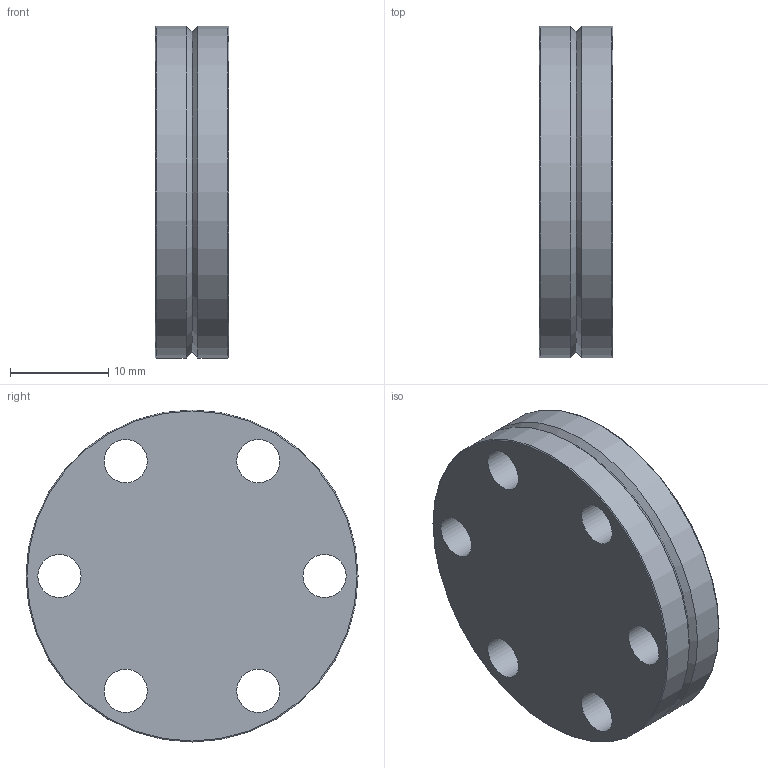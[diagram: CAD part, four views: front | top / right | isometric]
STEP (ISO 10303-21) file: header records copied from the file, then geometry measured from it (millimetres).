
FILE_DESCRIPTION (( 'STEP AP214' ), '1' );
FILE_NAME ('BP1CF16FULLVAC.STEP', '2025-07-09T12:17:25', ( '' ), ( '' ), 'SwSTEP 2.0', 'SolidWorks 2017', '' );
FILE_SCHEMA (( 'AUTOMOTIVE_DESIGN' ));
Length unit declared in the file: millimetre
Products named in the file (1): BP1CF16FULLVAC
Bounding box: 7.5 x 33.8 x 33.8 mm (x, y, z)
Volume: 5606.3 mm3; surface area: 3155.4 mm2
Topology: 1 solids, 1 shells, 26 faces, 61 edges, 38 vertices
Faces by surface type: torus 10, cylinder 9, cone 4, plane 3
Full cylindrical faces by diameter (mm): 4.4 x6, 21.4 x1, 33.8 x2
Entity records: 632 total; most frequent: DIRECTION 116, CARTESIAN_POINT 89, ORIENTED_EDGE 62, EDGE_LOOP 62, AXIS2_PLACEMENT_3D 58, FACE_OUTER_BOUND 45, VERTEX_POINT 31, CIRCLE 31
